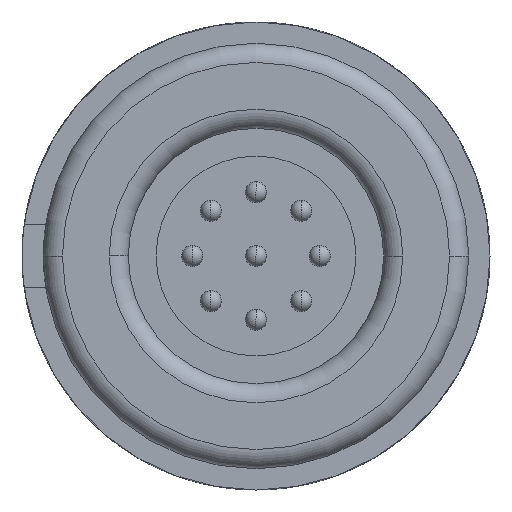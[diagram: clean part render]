
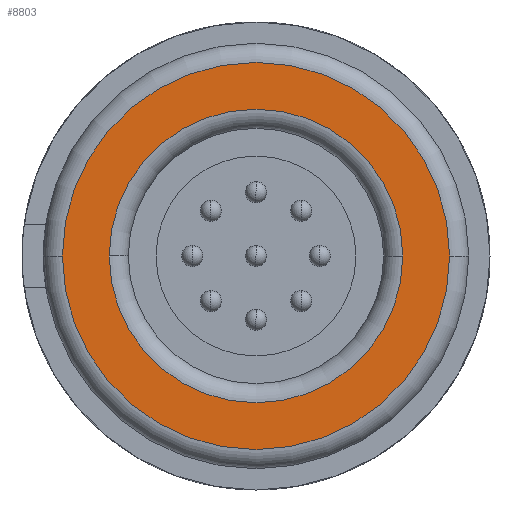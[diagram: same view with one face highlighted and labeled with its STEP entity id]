
A CAD part, left-side view. The second image highlights one B-rep face of the part: STEP entity #8803.
In plain terms, the highlighted planar face has unit normal (-1, 0, 0).
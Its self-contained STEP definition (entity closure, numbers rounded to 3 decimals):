
#3998=CARTESIAN_POINT('',(-11.4,0.,0.));
#3999=DIRECTION('',(-1.,0.,0.));
#4000=DIRECTION('',(0.,-1.,0.));
#4001=AXIS2_PLACEMENT_3D('',#3998,#3999,#4000);
#4003=CARTESIAN_POINT('',(-11.4,0.,0.));
#4004=DIRECTION('',(-1.,0.,0.));
#4005=DIRECTION('',(0.,1.,0.));
#4006=AXIS2_PLACEMENT_3D('',#4003,#4004,#4005);
#4008=CARTESIAN_POINT('',(-11.4,0.,0.));
#4009=DIRECTION('',(-1.,0.,0.));
#4010=DIRECTION('',(0.,-1.,0.));
#4011=AXIS2_PLACEMENT_3D('',#4008,#4009,#4010);
#4013=CARTESIAN_POINT('',(-11.4,0.,0.));
#4014=DIRECTION('',(-1.,0.,0.));
#4015=DIRECTION('',(0.,1.,0.));
#4016=AXIS2_PLACEMENT_3D('',#4013,#4014,#4015);
#5120=CARTESIAN_POINT('',(-11.4,-4.55,0.));
#5121=CARTESIAN_POINT('',(-11.4,4.55,0.));
#5122=VERTEX_POINT('',#5120);
#5123=VERTEX_POINT('',#5121);
#5155=CARTESIAN_POINT('',(-11.4,3.45,0.));
#5157=VERTEX_POINT('',#5155);
#5159=CARTESIAN_POINT('',(-11.4,-3.45,0.));
#5161=VERTEX_POINT('',#5159);
#8788=CARTESIAN_POINT('',(-11.4,0.,0.));
#8789=DIRECTION('',(1.,0.,0.));
#8790=DIRECTION('',(0.,-1.,0.));
#8791=AXIS2_PLACEMENT_3D('',#8788,#8789,#8790);
#8792=PLANE('',#8791);
#8794=ORIENTED_EDGE('',*,*,#8793,.F.);
#8796=ORIENTED_EDGE('',*,*,#8795,.F.);
#8797=EDGE_LOOP('',(#8794,#8796));
#8798=FACE_OUTER_BOUND('',#8797,.F.);
#8799=ORIENTED_EDGE('',*,*,#8767,.T.);
#8800=ORIENTED_EDGE('',*,*,#8783,.T.);
#8801=EDGE_LOOP('',(#8799,#8800));
#8802=FACE_BOUND('',#8801,.F.);
#8803=ADVANCED_FACE('',(#8798,#8802),#8792,.F.);
#4002=CIRCLE('',#4001,4.55);
#4007=CIRCLE('',#4006,4.55);
#4012=CIRCLE('',#4011,3.45);
#4017=CIRCLE('',#4016,3.45);
#8767=EDGE_CURVE('',#5161,#5157,#4012,.T.);
#8783=EDGE_CURVE('',#5157,#5161,#4017,.T.);
#8793=EDGE_CURVE('',#5122,#5123,#4002,.T.);
#8795=EDGE_CURVE('',#5123,#5122,#4007,.T.);
